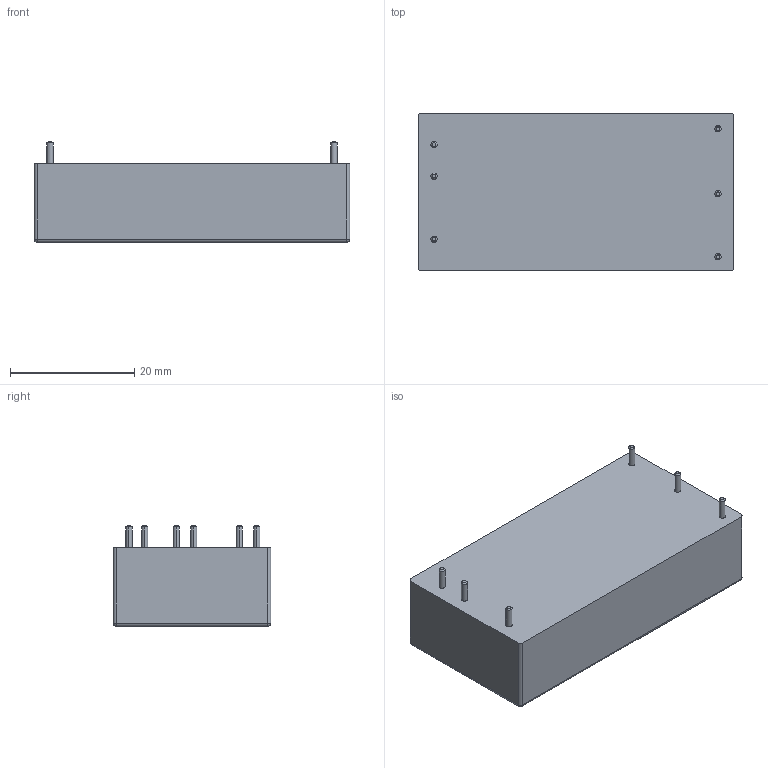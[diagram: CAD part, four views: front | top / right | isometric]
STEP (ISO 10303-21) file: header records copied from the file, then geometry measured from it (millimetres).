
FILE_DESCRIPTION (( 'STEP AP203' ), '1' );
FILE_NAME ('标准1×2.STEP', '2025-04-21T06:43:29', ( '' ), ( '' ), 'SwSTEP 2.0', 'SolidWorks 2020', '' );
FILE_SCHEMA (( 'CONFIG_CONTROL_DESIGN' ));
Length unit declared in the file: millimetre
Products named in the file (1): 标准1×2
Bounding box: 50.8 x 25.4 x 16.2 mm (x, y, z)
Volume: 16392.4 mm3; surface area: 4535.6 mm2
Topology: 1 solids, 1 shells, 48 faces, 100 edges, 56 vertices
Faces by surface type: cylinder 20, cone 12, plane 12, sphere 4
Entity records: 1317 total; most frequent: DIRECTION 246, CARTESIAN_POINT 201, ORIENTED_EDGE 192, AXIS2_PLACEMENT_3D 101, EDGE_CURVE 96, VERTEX_POINT 56, EDGE_LOOP 54, CIRCLE 52
